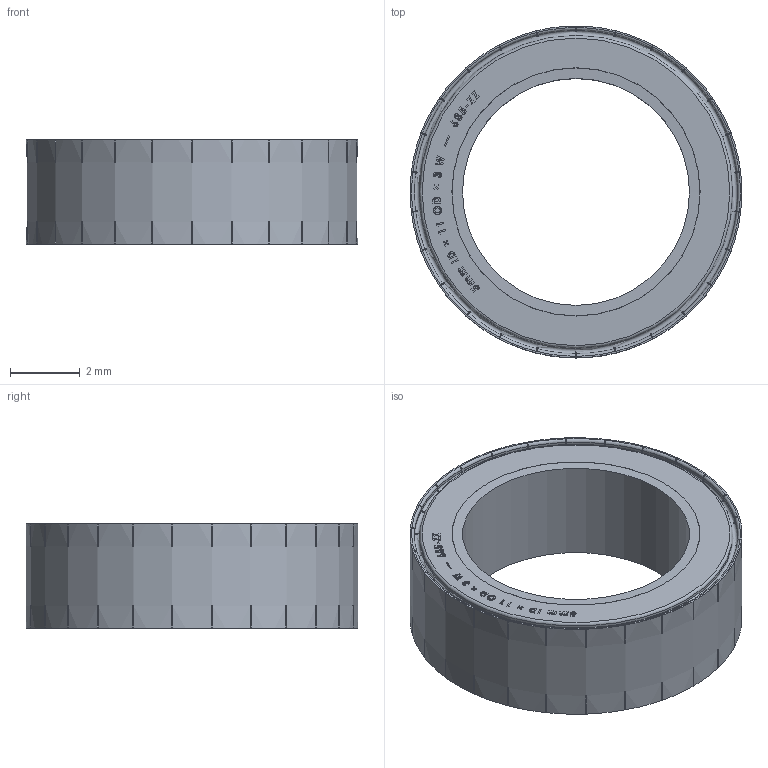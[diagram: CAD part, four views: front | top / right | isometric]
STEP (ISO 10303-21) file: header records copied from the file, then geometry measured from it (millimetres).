
FILE_DESCRIPTION(/* description */ ('STEP AP242','CAx-IF Rec.Pracs.---Representation and Presentation of Product Manufacturing Information (PMI)---4.0---2014-10-13','CAx-IF Rec.Pracs.---3D Tessellated Geometry---0.4---2014-09-14','2;1'),/* implementation_level */ '2;1');
FILE_NAME(/* name */ 'd6bc5928-5fcc-493e-9e4e-9a3c1857354f',/* time_stamp */ '2025-06-24T23:24:49Z',/* author */ (''),/* organization */ (''),/* preprocessor_version */ 'ST-DEVELOPER v20',/* originating_system */ 'ONSHAPE BY PTC INC, 1.199',/* authorisation */ ' ');
FILE_SCHEMA (('AP242_MANAGED_MODEL_BASED_3D_ENGINEERING_MIM_LF { 1 0 10303 442 1 1 4 }'));
Length unit declared in the file: metre
Products named in the file (1): p  BEARING, METRIC 600 MINIATURE SERIES, DOUBLE-SHIELDED  5mm ID � 
11 OD � 3 W  �  685-ZZ
Bounding box: 9.49 x 9.5 x 2.98 mm (x, y, z)
Volume: 110.1 mm3; surface area: 252.9 mm2
Topology: 1 solids, 1 shells, 868 faces, 2498 edges, 1684 vertices
Faces by surface type: plane 524, cylinder 236, torus 58, bspline 40, sphere 8, cone 2
Full cylindrical faces by diameter (mm): 6.5 x1, 8.96 x2, 9.5 x1
Entity records: 39451 total; most frequent: CARTESIAN_POINT 10415, ORIENTED_EDGE 4972, DIRECTION 4676, EDGE_CURVE 2486, VERTEX_POINT 1684, AXIS2_PLACEMENT_3D 1653, LINE 1370, VECTOR 1370
